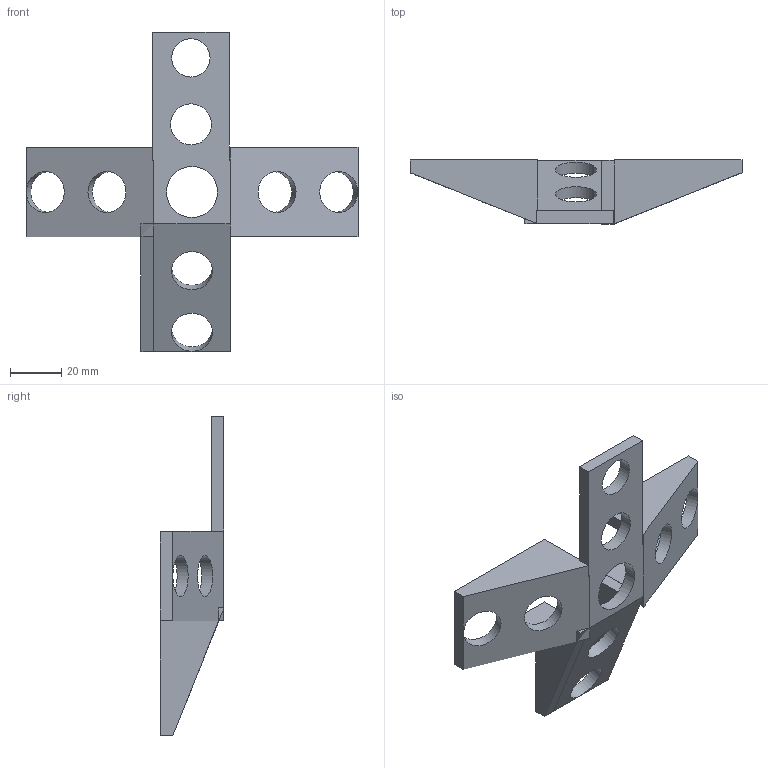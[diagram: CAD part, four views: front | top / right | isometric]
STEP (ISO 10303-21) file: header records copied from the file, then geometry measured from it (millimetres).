
FILE_DESCRIPTION(/* description */ (''),/* implementation_level */ '2;1');
FILE_NAME(/* name */ 'piezap.stp',/* time_stamp */ '2025-10-29T00:21:01-05:00',/* author */ ('Daniel'),/* organization */ (''),/* preprocessor_version */ 'ST-DEVELOPER v20',/* originating_system */ 'Autodesk Inventor 2025',/* authorisation */ '');
FILE_SCHEMA (('AUTOMOTIVE_DESIGN { 1 0 10303 214 3 1 1 }'));
Length unit declared in the file: millimetre
Products named in the file (1): Pieza2
Bounding box: 130 x 25.05 x 125 mm (x, y, z)
Volume: 42807.4 mm3; surface area: 22698 mm2
Topology: 2 solids, 2 shells, 64 faces, 161 edges, 112 vertices
Faces by surface type: plane 55, cylinder 9
Full cylindrical faces by diameter (mm): 15 x1, 16 x7, 20 x1
Entity records: 1959 total; most frequent: CARTESIAN_POINT 334, ORIENTED_EDGE 314, DIRECTION 305, EDGE_CURVE 157, LINE 139, VECTOR 139, VERTEX_POINT 97, AXIS2_PLACEMENT_3D 83
